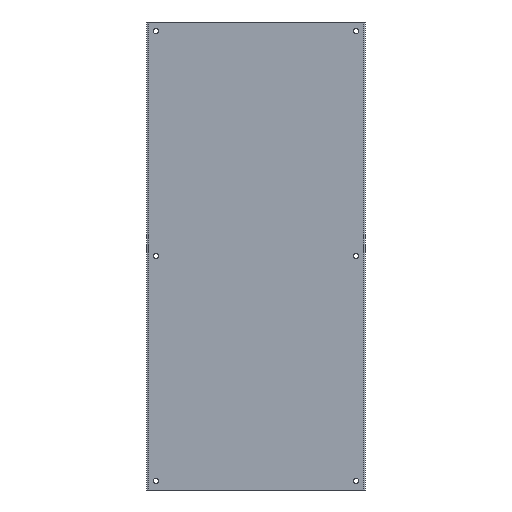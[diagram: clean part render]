
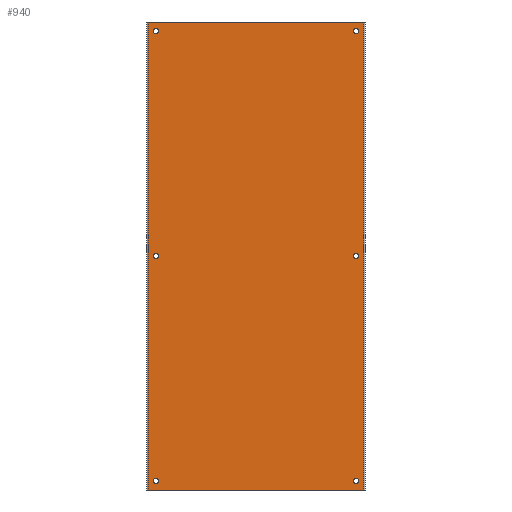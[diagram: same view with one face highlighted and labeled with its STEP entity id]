
A CAD part, front view. The second image highlights one B-rep face of the part: STEP entity #940.
In plain terms, the highlighted planar face has unit normal (0, -1, 0).
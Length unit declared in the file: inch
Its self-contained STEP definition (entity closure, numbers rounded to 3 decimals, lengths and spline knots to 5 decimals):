
#3 = CIRCLE ( 'NONE', #804, 0.25 ) ;
#10 = VERTEX_POINT ( 'NONE', #898 ) ;
#17 = DIRECTION ( 'NONE',  ( 0., 0., 1. ) ) ;
#19 = ORIENTED_EDGE ( 'NONE', *, *, #353, .T. ) ;
#23 = CARTESIAN_POINT ( 'NONE',  ( -10.375, 0., 22.5 ) ) ;
#24 = AXIS2_PLACEMENT_3D ( 'NONE', #368, #589, #145 ) ;
#26 = AXIS2_PLACEMENT_3D ( 'NONE', #493, #47, #482 ) ;
#31 = CARTESIAN_POINT ( 'NONE',  ( 9.625, 0., -0.25 ) ) ;
#34 = VERTEX_POINT ( 'NONE', #881 ) ;
#39 = DIRECTION ( 'NONE',  ( 0., 0., 1. ) ) ;
#43 = EDGE_LOOP ( 'NONE', ( #862, #473 ) ) ;
#44 = VERTEX_POINT ( 'NONE', #79 ) ;
#47 = DIRECTION ( 'NONE',  ( 0., 1., 0. ) ) ;
#54 = CIRCLE ( 'NONE', #24, 0.25 ) ;
#56 = AXIS2_PLACEMENT_3D ( 'NONE', #927, #932, #575 ) ;
#57 = DIRECTION ( 'NONE',  ( 0., 1., 0. ) ) ;
#58 = EDGE_LOOP ( 'NONE', ( #626, #585, #462, #926 ) ) ;
#62 = DIRECTION ( 'NONE',  ( 0., 0., 1. ) ) ;
#64 = FACE_BOUND ( 'NONE', #291, .T. ) ;
#65 = DIRECTION ( 'NONE',  ( 0., 0., 1. ) ) ;
#72 = CARTESIAN_POINT ( 'NONE',  ( 9.625, 0., 0. ) ) ;
#79 = CARTESIAN_POINT ( 'NONE',  ( -9.625, 0., -21.375 ) ) ;
#93 = CIRCLE ( 'NONE', #56, 0.25 ) ;
#102 = CIRCLE ( 'NONE', #449, 0.25 ) ;
#106 = DIRECTION ( 'NONE',  ( 1., 0., 0. ) ) ;
#117 = EDGE_CURVE ( 'NONE', #584, #717, #460, .T. ) ;
#120 = AXIS2_PLACEMENT_3D ( 'NONE', #511, #210, #929 ) ;
#127 = VECTOR ( 'NONE', #500, 39.37008 ) ;
#131 = ORIENTED_EDGE ( 'NONE', *, *, #286, .T. ) ;
#134 = VERTEX_POINT ( 'NONE', #623 ) ;
#144 = EDGE_LOOP ( 'NONE', ( #703, #131 ) ) ;
#145 = DIRECTION ( 'NONE',  ( 0., 0., 1. ) ) ;
#153 = VERTEX_POINT ( 'NONE', #256 ) ;
#168 = CARTESIAN_POINT ( 'NONE',  ( 10.375, 0., -22.5 ) ) ;
#170 = EDGE_CURVE ( 'NONE', #941, #876, #639, .T. ) ;
#174 = CARTESIAN_POINT ( 'NONE',  ( -10.375, 0., -22.5 ) ) ;
#178 = CARTESIAN_POINT ( 'NONE',  ( -9.625, 0., 0. ) ) ;
#193 = CARTESIAN_POINT ( 'NONE',  ( -9.625, 0., 0.25 ) ) ;
#194 = DIRECTION ( 'NONE',  ( 0., 0., 1. ) ) ;
#196 = CARTESIAN_POINT ( 'NONE',  ( 9.625, 0., 21.875 ) ) ;
#198 = CARTESIAN_POINT ( 'NONE',  ( -9.625, 0., 21.375 ) ) ;
#199 = LINE ( 'NONE', #642, #127 ) ;
#203 = PLANE ( 'NONE',  #619 ) ;
#210 = DIRECTION ( 'NONE',  ( 0., 1., 0. ) ) ;
#216 = VECTOR ( 'NONE', #267, 39.37008 ) ;
#223 = DIRECTION ( 'NONE',  ( 0., 0., 1. ) ) ;
#225 = EDGE_CURVE ( 'NONE', #937, #10, #93, .T. ) ;
#226 = DIRECTION ( 'NONE',  ( 0., 0., 1. ) ) ;
#245 = AXIS2_PLACEMENT_3D ( 'NONE', #693, #621, #39 ) ;
#256 = CARTESIAN_POINT ( 'NONE',  ( -9.625, 0., 21.875 ) ) ;
#260 = AXIS2_PLACEMENT_3D ( 'NONE', #773, #57, #194 ) ;
#262 = FACE_BOUND ( 'NONE', #665, .T. ) ;
#267 = DIRECTION ( 'NONE',  ( 0., 0., -1. ) ) ;
#283 = ORIENTED_EDGE ( 'NONE', *, *, #367, .T. ) ;
#286 = EDGE_CURVE ( 'NONE', #10, #937, #712, .T. ) ;
#287 = FACE_BOUND ( 'NONE', #144, .T. ) ;
#291 = EDGE_LOOP ( 'NONE', ( #737, #283 ) ) ;
#299 = LINE ( 'NONE', #831, #369 ) ;
#308 = FACE_BOUND ( 'NONE', #770, .T. ) ;
#317 = CARTESIAN_POINT ( 'NONE',  ( 9.625, 0., 0.25 ) ) ;
#325 = EDGE_CURVE ( 'NONE', #950, #153, #54, .T. ) ;
#353 = EDGE_CURVE ( 'NONE', #390, #44, #3, .T. ) ;
#367 = EDGE_CURVE ( 'NONE', #717, #584, #546, .T. ) ;
#368 = CARTESIAN_POINT ( 'NONE',  ( -9.625, 0., 21.625 ) ) ;
#369 = VECTOR ( 'NONE', #106, 39.37008 ) ;
#388 = CIRCLE ( 'NONE', #855, 0.25 ) ;
#390 = VERTEX_POINT ( 'NONE', #728 ) ;
#434 = FACE_OUTER_BOUND ( 'NONE', #58, .T. ) ;
#436 = CARTESIAN_POINT ( 'NONE',  ( -10.5, 0., -22.5 ) ) ;
#438 = DIRECTION ( 'NONE',  ( 0., 1., 0. ) ) ;
#441 = EDGE_CURVE ( 'NONE', #848, #34, #102, .T. ) ;
#444 = AXIS2_PLACEMENT_3D ( 'NONE', #571, #771, #62 ) ;
#449 = AXIS2_PLACEMENT_3D ( 'NONE', #526, #464, #17 ) ;
#460 = CIRCLE ( 'NONE', #245, 0.25 ) ;
#462 = ORIENTED_EDGE ( 'NONE', *, *, #893, .F. ) ;
#464 = DIRECTION ( 'NONE',  ( 0., 1., 0. ) ) ;
#471 = DIRECTION ( 'NONE',  ( 0., 0., -1. ) ) ;
#473 = ORIENTED_EDGE ( 'NONE', *, *, #325, .T. ) ;
#482 = DIRECTION ( 'NONE',  ( 0., 0., 1. ) ) ;
#488 = ORIENTED_EDGE ( 'NONE', *, *, #170, .T. ) ;
#490 = DIRECTION ( 'NONE',  ( 0., 1., 0. ) ) ;
#493 = CARTESIAN_POINT ( 'NONE',  ( -9.625, 0., -21.625 ) ) ;
#497 = ORIENTED_EDGE ( 'NONE', *, *, #441, .T. ) ;
#500 = DIRECTION ( 'NONE',  ( -1., 0., 0. ) ) ;
#503 = DIRECTION ( 'NONE',  ( 0., 0., -1. ) ) ;
#505 = CARTESIAN_POINT ( 'NONE',  ( 9.625, 0., -21.375 ) ) ;
#506 = FACE_BOUND ( 'NONE', #949, .T. ) ;
#511 = CARTESIAN_POINT ( 'NONE',  ( -9.625, 0., 21.625 ) ) ;
#518 = CARTESIAN_POINT ( 'NONE',  ( -9.625, 0., -21.625 ) ) ;
#526 = CARTESIAN_POINT ( 'NONE',  ( -9.625, 0., 0. ) ) ;
#545 = CIRCLE ( 'NONE', #668, 0.25 ) ;
#546 = CIRCLE ( 'NONE', #685, 0.25 ) ;
#556 = EDGE_CURVE ( 'NONE', #876, #941, #545, .T. ) ;
#557 = CIRCLE ( 'NONE', #26, 0.25 ) ;
#571 = CARTESIAN_POINT ( 'NONE',  ( 9.625, 0., 21.625 ) ) ;
#575 = DIRECTION ( 'NONE',  ( 0., 0., 1. ) ) ;
#584 = VERTEX_POINT ( 'NONE', #317 ) ;
#585 = ORIENTED_EDGE ( 'NONE', *, *, #811, .F. ) ;
#589 = DIRECTION ( 'NONE',  ( 0., 1., 0. ) ) ;
#597 = VERTEX_POINT ( 'NONE', #23 ) ;
#619 = AXIS2_PLACEMENT_3D ( 'NONE', #436, #655, #503 ) ;
#621 = DIRECTION ( 'NONE',  ( 0., 1., 0. ) ) ;
#623 = CARTESIAN_POINT ( 'NONE',  ( 10.375, 0., 22.5 ) ) ;
#626 = ORIENTED_EDGE ( 'NONE', *, *, #915, .F. ) ;
#627 = CARTESIAN_POINT ( 'NONE',  ( 10.375, 0., -22.5 ) ) ;
#634 = DIRECTION ( 'NONE',  ( 0., 0., 1. ) ) ;
#639 = CIRCLE ( 'NONE', #260, 0.25 ) ;
#640 = ORIENTED_EDGE ( 'NONE', *, *, #556, .T. ) ;
#642 = CARTESIAN_POINT ( 'NONE',  ( -10.5, 0., -22.5 ) ) ;
#644 = VERTEX_POINT ( 'NONE', #174 ) ;
#655 = DIRECTION ( 'NONE',  ( 0., -1., 0. ) ) ;
#664 = DIRECTION ( 'NONE',  ( 0., 1., 0. ) ) ;
#665 = EDGE_LOOP ( 'NONE', ( #673, #19 ) ) ;
#668 = AXIS2_PLACEMENT_3D ( 'NONE', #815, #664, #226 ) ;
#673 = ORIENTED_EDGE ( 'NONE', *, *, #863, .T. ) ;
#685 = AXIS2_PLACEMENT_3D ( 'NONE', #72, #438, #223 ) ;
#690 = VERTEX_POINT ( 'NONE', #168 ) ;
#693 = CARTESIAN_POINT ( 'NONE',  ( 9.625, 0., 0. ) ) ;
#697 = EDGE_CURVE ( 'NONE', #597, #644, #845, .T. ) ;
#703 = ORIENTED_EDGE ( 'NONE', *, *, #225, .T. ) ;
#712 = CIRCLE ( 'NONE', #444, 0.25 ) ;
#717 = VERTEX_POINT ( 'NONE', #31 ) ;
#728 = CARTESIAN_POINT ( 'NONE',  ( -9.625, 0., -21.875 ) ) ;
#737 = ORIENTED_EDGE ( 'NONE', *, *, #117, .T. ) ;
#750 = CARTESIAN_POINT ( 'NONE',  ( -10.375, 0., -22.5 ) ) ;
#755 = EDGE_CURVE ( 'NONE', #34, #848, #388, .T. ) ;
#770 = EDGE_LOOP ( 'NONE', ( #497, #802 ) ) ;
#771 = DIRECTION ( 'NONE',  ( 0., 1., 0. ) ) ;
#772 = CARTESIAN_POINT ( 'NONE',  ( 9.625, 0., -21.875 ) ) ;
#773 = CARTESIAN_POINT ( 'NONE',  ( 9.625, 0., -21.625 ) ) ;
#802 = ORIENTED_EDGE ( 'NONE', *, *, #755, .T. ) ;
#804 = AXIS2_PLACEMENT_3D ( 'NONE', #518, #954, #65 ) ;
#810 = FACE_BOUND ( 'NONE', #43, .T. ) ;
#811 = EDGE_CURVE ( 'NONE', #134, #690, #882, .T. ) ;
#815 = CARTESIAN_POINT ( 'NONE',  ( 9.625, 0., -21.625 ) ) ;
#831 = CARTESIAN_POINT ( 'NONE',  ( 10.5, 0., 22.5 ) ) ;
#832 = CIRCLE ( 'NONE', #120, 0.25 ) ;
#845 = LINE ( 'NONE', #750, #894 ) ;
#848 = VERTEX_POINT ( 'NONE', #193 ) ;
#855 = AXIS2_PLACEMENT_3D ( 'NONE', #178, #490, #634 ) ;
#862 = ORIENTED_EDGE ( 'NONE', *, *, #951, .T. ) ;
#863 = EDGE_CURVE ( 'NONE', #44, #390, #557, .T. ) ;
#876 = VERTEX_POINT ( 'NONE', #772 ) ;
#881 = CARTESIAN_POINT ( 'NONE',  ( -9.625, 0., -0.25 ) ) ;
#882 = LINE ( 'NONE', #627, #216 ) ;
#893 = EDGE_CURVE ( 'NONE', #597, #134, #299, .T. ) ;
#894 = VECTOR ( 'NONE', #471, 39.37008 ) ;
#898 = CARTESIAN_POINT ( 'NONE',  ( 9.625, 0., 21.375 ) ) ;
#915 = EDGE_CURVE ( 'NONE', #690, #644, #199, .T. ) ;
#926 = ORIENTED_EDGE ( 'NONE', *, *, #697, .T. ) ;
#927 = CARTESIAN_POINT ( 'NONE',  ( 9.625, 0., 21.625 ) ) ;
#929 = DIRECTION ( 'NONE',  ( 0., 0., 1. ) ) ;
#932 = DIRECTION ( 'NONE',  ( 0., 1., 0. ) ) ;
#937 = VERTEX_POINT ( 'NONE', #196 ) ;
#940 = ADVANCED_FACE ( 'NONE', ( #434, #287, #506, #262, #810, #308, #64 ), #203, .T. ) ;
#941 = VERTEX_POINT ( 'NONE', #505 ) ;
#949 = EDGE_LOOP ( 'NONE', ( #488, #640 ) ) ;
#950 = VERTEX_POINT ( 'NONE', #198 ) ;
#951 = EDGE_CURVE ( 'NONE', #153, #950, #832, .T. ) ;
#954 = DIRECTION ( 'NONE',  ( 0., 1., 0. ) ) ;
